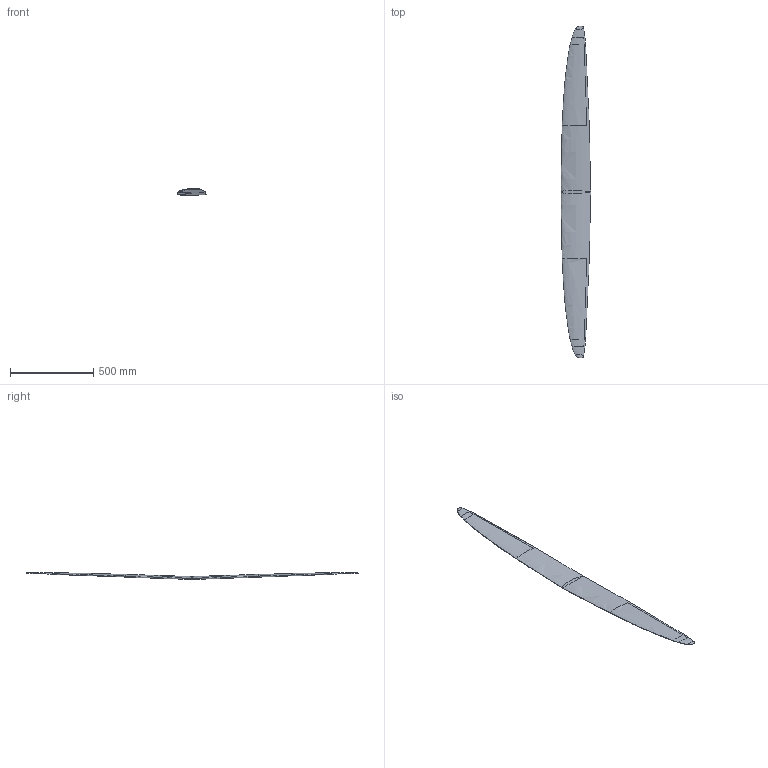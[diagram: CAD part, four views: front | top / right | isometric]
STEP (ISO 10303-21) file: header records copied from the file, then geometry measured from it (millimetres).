
FILE_DESCRIPTION(('CATIA V5 STEP Exchange'),'2;1');
FILE_NAME('PMS2 Wing loft v3 dihedral.stp','2018-06-26T23:45:38+00:00',('none'),('none'),'CATIA Version 5 Release 18 GA (IN-10)','CATIA V5 STEP AP203','none');
FILE_SCHEMA(('CONFIG_CONTROL_DESIGN'));
Length unit declared in the file: millimetre
Products named in the file (1): Part4
Bounding box: 176.17 x 1999.03 x 41.7 mm (x, y, z)
Surface area: 576606.4 mm2 (no closed solid volume)
Topology: 0 solids, 1 shells, 32 faces, 84 edges, 49 vertices
Faces by surface type: bspline 32
Entity records: 15234 total; most frequent: CARTESIAN_POINT 14713, ORIENTED_EDGE 133, B_SPLINE_CURVE_WITH_KNOTS 81, EDGE_CURVE 81, VERTEX_POINT 49, ADVANCED_FACE 32, B_SPLINE_SURFACE_WITH_KNOTS 32, EDGE_LOOP 32
